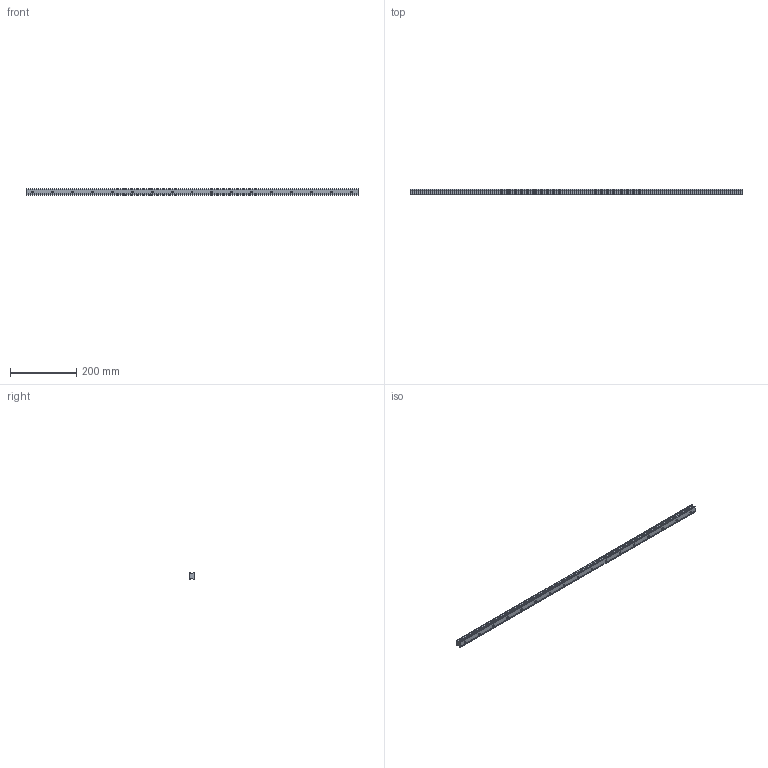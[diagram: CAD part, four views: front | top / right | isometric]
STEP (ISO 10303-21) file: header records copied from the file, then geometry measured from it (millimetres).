
FILE_DESCRIPTION(/* description */ (''),/* implementation_level */ '2;1');
FILE_NAME(/* name */ 'LGBR20C.stp',/* time_stamp */ '2018-07-20T18:05:56+02:00',/* author */ ('nesvadba'),/* organization */ (''),/* preprocessor_version */ 'ST-DEVELOPER v16.1',/* originating_system */ 'Autodesk Inventor 2016',/* authorisation */ '');
FILE_SCHEMA (('AUTOMOTIVE_DESIGN { 1 0 10303 214 3 1 1 }'));
Length unit declared in the file: millimetre
Products named in the file (1): BGR20C01000
Bounding box: 1000 x 16.3 x 20 mm (x, y, z)
Volume: 287389.3 mm3; surface area: 77039.7 mm2
Topology: 1 solids, 1 shells, 130 faces, 299 edges, 188 vertices
Faces by surface type: cone 51, cylinder 43, plane 36
Full cylindrical faces by diameter (mm): 4.918 x34
Entity records: 2964 total; most frequent: DIRECTION 562, CARTESIAN_POINT 465, ORIENTED_EDGE 360, AXIS2_PLACEMENT_3D 251, EDGE_LOOP 232, EDGE_CURVE 180, VERTEX_POINT 154, FACE_OUTER_BOUND 130
